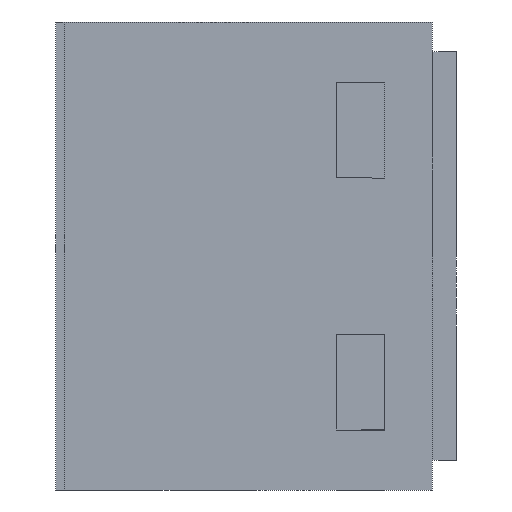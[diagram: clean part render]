
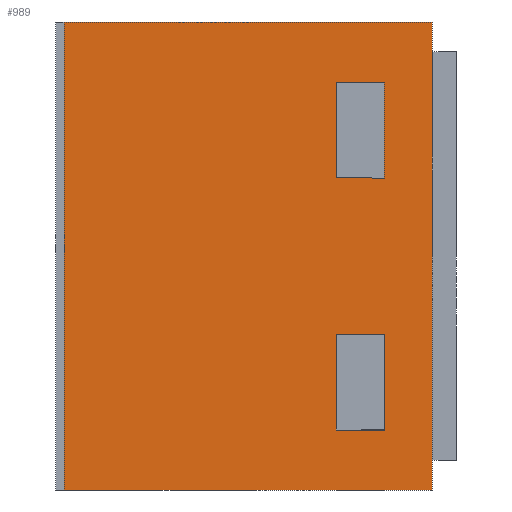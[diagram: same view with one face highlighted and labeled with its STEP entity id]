
A CAD part, left-side view. The second image highlights one B-rep face of the part: STEP entity #989.
In plain terms, the highlighted planar face has unit normal (-1, 0, 0).
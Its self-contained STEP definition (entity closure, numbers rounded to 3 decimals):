
#17 = CARTESIAN_POINT ( 'NONE',  ( -0.493, 0.49, 0.292 ) ) ;
#68 = CARTESIAN_POINT ( 'NONE',  ( -0.492, 0.15, 0.218 ) ) ;
#71 = VERTEX_POINT ( 'NONE', #1651 ) ;
#88 = LINE ( 'NONE', #2611, #265 ) ;
#100 = CARTESIAN_POINT ( 'NONE',  ( -0.492, 0.03, 0.292 ) ) ;
#135 = CARTESIAN_POINT ( 'NONE',  ( -0.492, 0.09, -0.098 ) ) ;
#136 = VECTOR ( 'NONE', #2416, 1000. ) ;
#138 = VECTOR ( 'NONE', #1808, 1000. ) ;
#218 = ORIENTED_EDGE ( 'NONE', *, *, #1464, .T. ) ;
#265 = VECTOR ( 'NONE', #595, 1000. ) ;
#298 = EDGE_CURVE ( 'NONE', #2108, #299, #2493, .T. ) ;
#299 = VERTEX_POINT ( 'NONE', #797 ) ;
#340 = LINE ( 'NONE', #68, #1139 ) ;
#354 = EDGE_CURVE ( 'NONE', #1592, #71, #1219, .T. ) ;
#368 = LINE ( 'NONE', #2828, #2014 ) ;
#387 = DIRECTION ( 'NONE',  ( 0., 0., -1. ) ) ;
#511 = ORIENTED_EDGE ( 'NONE', *, *, #601, .T. ) ;
#595 = DIRECTION ( 'NONE',  ( 0., 1., 0. ) ) ;
#601 = EDGE_CURVE ( 'NONE', #1941, #2504, #340, .T. ) ;
#747 = VECTOR ( 'NONE', #1184, 1000. ) ;
#752 = VECTOR ( 'NONE', #387, 1000. ) ;
#797 = CARTESIAN_POINT ( 'NONE',  ( -0.492, 0.15, -0.098 ) ) ;
#876 = VERTEX_POINT ( 'NONE', #963 ) ;
#880 = VERTEX_POINT ( 'NONE', #2752 ) ;
#914 = EDGE_CURVE ( 'NONE', #71, #1941, #1292, .T. ) ;
#918 = ORIENTED_EDGE ( 'NONE', *, *, #1444, .T. ) ;
#963 = CARTESIAN_POINT ( 'NONE',  ( -0.492, 0.03, -0.292 ) ) ;
#972 = ORIENTED_EDGE ( 'NONE', *, *, #914, .T. ) ;
#984 = EDGE_LOOP ( 'NONE', ( #511, #1624, #1191, #972 ) ) ;
#989 = ADVANCED_FACE ( 'NONE', ( #1251, #1709, #1103 ), #1978, .F. ) ;
#1023 = VERTEX_POINT ( 'NONE', #1781 ) ;
#1064 = DIRECTION ( 'NONE',  ( 0., 1., 0. ) ) ;
#1065 = CARTESIAN_POINT ( 'NONE',  ( -0.492, 0.15, 0.218 ) ) ;
#1096 = CARTESIAN_POINT ( 'NONE',  ( -0.492, 0.09, -0.217 ) ) ;
#1103 = FACE_OUTER_BOUND ( 'NONE', #2075, .T. ) ;
#1116 = VERTEX_POINT ( 'NONE', #1096 ) ;
#1139 = VECTOR ( 'NONE', #2476, 1000. ) ;
#1184 = DIRECTION ( 'NONE',  ( 0., -1., 0. ) ) ;
#1191 = ORIENTED_EDGE ( 'NONE', *, *, #354, .T. ) ;
#1206 = ORIENTED_EDGE ( 'NONE', *, *, #298, .T. ) ;
#1210 = VECTOR ( 'NONE', #1746, 1000. ) ;
#1219 = LINE ( 'NONE', #1951, #752 ) ;
#1220 = EDGE_CURVE ( 'NONE', #880, #876, #2780, .T. ) ;
#1240 = VECTOR ( 'NONE', #2811, 1000. ) ;
#1251 = FACE_BOUND ( 'NONE', #984, .T. ) ;
#1292 = LINE ( 'NONE', #2395, #1916 ) ;
#1294 = LINE ( 'NONE', #17, #138 ) ;
#1312 = DIRECTION ( 'NONE',  ( 0., -1., 0. ) ) ;
#1317 = LINE ( 'NONE', #1065, #1210 ) ;
#1323 = CARTESIAN_POINT ( 'NONE',  ( -0.492, 0.03, 0.292 ) ) ;
#1336 = ORIENTED_EDGE ( 'NONE', *, *, #2025, .T. ) ;
#1343 = CARTESIAN_POINT ( 'NONE',  ( -0.492, 0.15, 0.218 ) ) ;
#1444 = EDGE_CURVE ( 'NONE', #1116, #2108, #88, .T. ) ;
#1464 = EDGE_CURVE ( 'NONE', #2002, #1116, #2767, .T. ) ;
#1480 = AXIS2_PLACEMENT_3D ( 'NONE', #1323, #2630, #2208 ) ;
#1548 = CARTESIAN_POINT ( 'NONE',  ( -0.492, 0.15, -0.098 ) ) ;
#1592 = VERTEX_POINT ( 'NONE', #2507 ) ;
#1600 = EDGE_CURVE ( 'NONE', #880, #1023, #1294, .T. ) ;
#1624 = ORIENTED_EDGE ( 'NONE', *, *, #2007, .T. ) ;
#1651 = CARTESIAN_POINT ( 'NONE',  ( -0.492, 0.09, 0.098 ) ) ;
#1662 = DIRECTION ( 'NONE',  ( 0., 0., -1. ) ) ;
#1709 = FACE_BOUND ( 'NONE', #2321, .T. ) ;
#1718 = ORIENTED_EDGE ( 'NONE', *, *, #1600, .F. ) ;
#1721 = DIRECTION ( 'NONE',  ( 0., -1., 0. ) ) ;
#1746 = DIRECTION ( 'NONE',  ( 0., -1., 0. ) ) ;
#1781 = CARTESIAN_POINT ( 'NONE',  ( -0.493, 0.49, 0.292 ) ) ;
#1786 = EDGE_CURVE ( 'NONE', #1023, #2227, #368, .T. ) ;
#1808 = DIRECTION ( 'NONE',  ( 0., 0., 1. ) ) ;
#1864 = ORIENTED_EDGE ( 'NONE', *, *, #1220, .T. ) ;
#1916 = VECTOR ( 'NONE', #1064, 1000. ) ;
#1941 = VERTEX_POINT ( 'NONE', #2815 ) ;
#1951 = CARTESIAN_POINT ( 'NONE',  ( -0.492, 0.09, 0.218 ) ) ;
#1978 = PLANE ( 'NONE',  #1480 ) ;
#2002 = VERTEX_POINT ( 'NONE', #2845 ) ;
#2007 = EDGE_CURVE ( 'NONE', #2504, #1592, #1317, .T. ) ;
#2014 = VECTOR ( 'NONE', #1721, 1000. ) ;
#2025 = EDGE_CURVE ( 'NONE', #299, #2002, #2696, .T. ) ;
#2044 = VECTOR ( 'NONE', #1662, 1000. ) ;
#2075 = EDGE_LOOP ( 'NONE', ( #2472, #1718, #1864, #2247 ) ) ;
#2108 = VERTEX_POINT ( 'NONE', #2441 ) ;
#2208 = DIRECTION ( 'NONE',  ( 0., 1., 0. ) ) ;
#2227 = VERTEX_POINT ( 'NONE', #2352 ) ;
#2231 = LINE ( 'NONE', #100, #2044 ) ;
#2247 = ORIENTED_EDGE ( 'NONE', *, *, #2294, .F. ) ;
#2294 = EDGE_CURVE ( 'NONE', #2227, #876, #2231, .T. ) ;
#2321 = EDGE_LOOP ( 'NONE', ( #1206, #1336, #218, #918 ) ) ;
#2352 = CARTESIAN_POINT ( 'NONE',  ( -0.492, 0.03, 0.292 ) ) ;
#2395 = CARTESIAN_POINT ( 'NONE',  ( -0.492, 0.15, 0.098 ) ) ;
#2416 = DIRECTION ( 'NONE',  ( 0., 0., 1. ) ) ;
#2441 = CARTESIAN_POINT ( 'NONE',  ( -0.492, 0.15, -0.218 ) ) ;
#2472 = ORIENTED_EDGE ( 'NONE', *, *, #1786, .F. ) ;
#2476 = DIRECTION ( 'NONE',  ( 0., 0., 1. ) ) ;
#2493 = LINE ( 'NONE', #2635, #136 ) ;
#2504 = VERTEX_POINT ( 'NONE', #1343 ) ;
#2507 = CARTESIAN_POINT ( 'NONE',  ( -0.492, 0.09, 0.218 ) ) ;
#2611 = CARTESIAN_POINT ( 'NONE',  ( -0.492, 0.15, -0.218 ) ) ;
#2630 = DIRECTION ( 'NONE',  ( 1., 0., 0. ) ) ;
#2635 = CARTESIAN_POINT ( 'NONE',  ( -0.492, 0.15, -0.098 ) ) ;
#2696 = LINE ( 'NONE', #1548, #2773 ) ;
#2698 = CARTESIAN_POINT ( 'NONE',  ( -0.492, 0.03, -0.292 ) ) ;
#2752 = CARTESIAN_POINT ( 'NONE',  ( -0.493, 0.49, -0.292 ) ) ;
#2767 = LINE ( 'NONE', #135, #1240 ) ;
#2773 = VECTOR ( 'NONE', #1312, 1000. ) ;
#2780 = LINE ( 'NONE', #2698, #747 ) ;
#2811 = DIRECTION ( 'NONE',  ( 0., 0., -1. ) ) ;
#2815 = CARTESIAN_POINT ( 'NONE',  ( -0.492, 0.15, 0.098 ) ) ;
#2828 = CARTESIAN_POINT ( 'NONE',  ( -0.492, 0.03, 0.292 ) ) ;
#2845 = CARTESIAN_POINT ( 'NONE',  ( -0.492, 0.09, -0.098 ) ) ;
